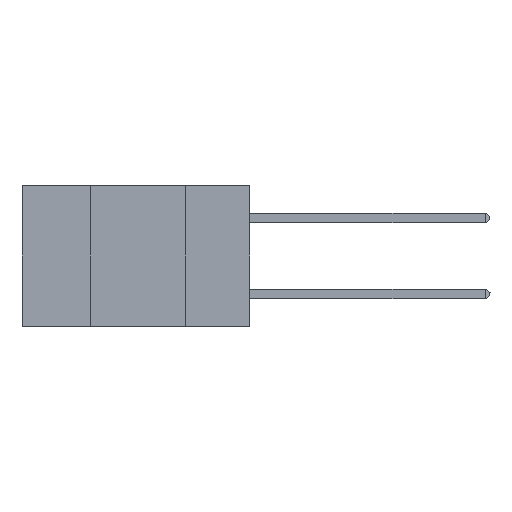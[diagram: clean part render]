
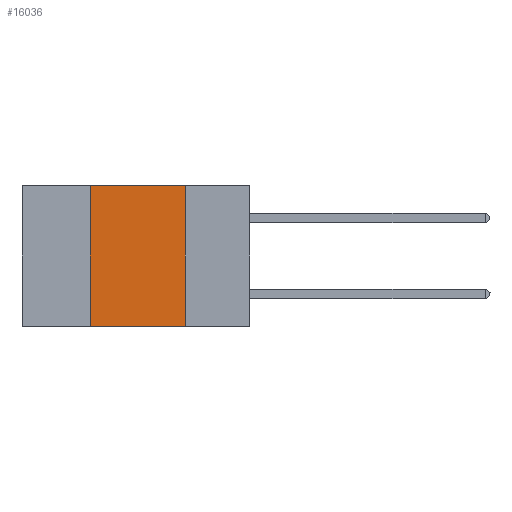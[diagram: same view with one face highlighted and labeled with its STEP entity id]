
A CAD part, left-side view. The second image highlights one B-rep face of the part: STEP entity #16036.
In plain terms, the highlighted planar face has unit normal (-1, 0, 0).
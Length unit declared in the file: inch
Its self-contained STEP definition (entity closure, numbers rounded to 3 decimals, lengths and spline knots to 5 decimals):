
#381 = DIRECTION ( 'NONE',  ( 0., 0., 1. ) ) ;
#1017 = VERTEX_POINT ( 'NONE', #9904 ) ;
#1598 = CARTESIAN_POINT ( 'NONE',  ( 0., 0.17, 0. ) ) ;
#2037 = CARTESIAN_POINT ( 'NONE',  ( 0., 0.42, 0. ) ) ;
#2653 = VECTOR ( 'NONE', #381, 39.37008 ) ;
#3402 = VERTEX_POINT ( 'NONE', #4926 ) ;
#3774 = CARTESIAN_POINT ( 'NONE',  ( 0., 0.6, -0.37 ) ) ;
#4050 = DIRECTION ( 'NONE',  ( 0., -1., 0. ) ) ;
#4402 = DIRECTION ( 'NONE',  ( 0., 0., -1. ) ) ;
#4926 = CARTESIAN_POINT ( 'NONE',  ( 0., 0.17, -0.37 ) ) ;
#5115 = VECTOR ( 'NONE', #18382, 39.37008 ) ;
#6671 = ORIENTED_EDGE ( 'NONE', *, *, #20085, .T. ) ;
#7363 = EDGE_CURVE ( 'NONE', #1017, #7420, #12848, .T. ) ;
#7420 = VERTEX_POINT ( 'NONE', #13187 ) ;
#7732 = EDGE_CURVE ( 'NONE', #11607, #1017, #9709, .T. ) ;
#7857 = FACE_OUTER_BOUND ( 'NONE', #13862, .T. ) ;
#9709 = LINE ( 'NONE', #2037, #2653 ) ;
#9904 = CARTESIAN_POINT ( 'NONE',  ( 0., 0.42, 0. ) ) ;
#11495 = CARTESIAN_POINT ( 'NONE',  ( 0., 0.6, 0. ) ) ;
#11607 = VERTEX_POINT ( 'NONE', #20667 ) ;
#12305 = DIRECTION ( 'NONE',  ( 0., 0., -1. ) ) ;
#12848 = LINE ( 'NONE', #20356, #13982 ) ;
#13187 = CARTESIAN_POINT ( 'NONE',  ( 0., 0.17, 0. ) ) ;
#13322 = DIRECTION ( 'NONE',  ( 1., 0., 0. ) ) ;
#13364 = ORIENTED_EDGE ( 'NONE', *, *, #7732, .F. ) ;
#13837 = ORIENTED_EDGE ( 'NONE', *, *, #14331, .F. ) ;
#13862 = EDGE_LOOP ( 'NONE', ( #13837, #20655, #13364, #6671 ) ) ;
#13982 = VECTOR ( 'NONE', #4050, 39.37008 ) ;
#14331 = EDGE_CURVE ( 'NONE', #7420, #3402, #15704, .T. ) ;
#15704 = LINE ( 'NONE', #1598, #16262 ) ;
#16036 = ADVANCED_FACE ( 'NONE', ( #7857 ), #22288, .F. ) ;
#16262 = VECTOR ( 'NONE', #12305, 39.37008 ) ;
#18382 = DIRECTION ( 'NONE',  ( 0., -1., 0. ) ) ;
#20054 = LINE ( 'NONE', #3774, #5115 ) ;
#20085 = EDGE_CURVE ( 'NONE', #11607, #3402, #20054, .T. ) ;
#20356 = CARTESIAN_POINT ( 'NONE',  ( 0., 0.6, 0. ) ) ;
#20655 = ORIENTED_EDGE ( 'NONE', *, *, #7363, .F. ) ;
#20667 = CARTESIAN_POINT ( 'NONE',  ( 0., 0.42, -0.37 ) ) ;
#22092 = AXIS2_PLACEMENT_3D ( 'NONE', #11495, #13322, #4402 ) ;
#22288 = PLANE ( 'NONE',  #22092 ) ;
